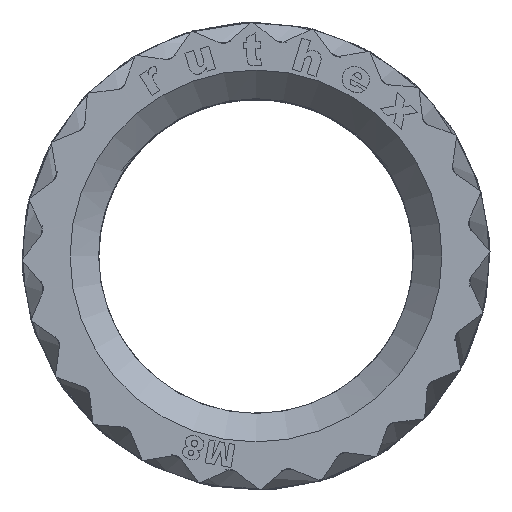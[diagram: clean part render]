
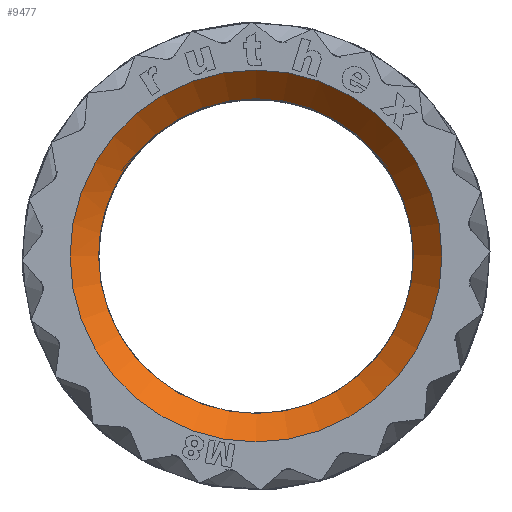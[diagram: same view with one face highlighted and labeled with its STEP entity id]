
A CAD part, top view. The second image highlights one B-rep face of the part: STEP entity #9477.
In plain terms, the highlighted conical face has half-angle 45 degrees and reference radius 3.697 mm.
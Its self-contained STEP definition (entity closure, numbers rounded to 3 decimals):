
#20=CONICAL_SURFACE('',#9932,3.698,0.785);
#677=FACE_OUTER_BOUND('',#1205,.T.);
#1205=EDGE_LOOP('',(#7188,#7189,#7190,#7191,#7192,#7193,#7194));
#1541=CIRCLE('',#9835,3.39);
#1544=CIRCLE('',#9920,4.005);
#1547=CIRCLE('',#9929,3.39);
#1548=CIRCLE('',#9930,3.39);
#1969=B_SPLINE_CURVE_WITH_KNOTS('',3,(#16105,#16106,#16107,#16108),
 .UNSPECIFIED.,.F.,.F.,(4,4),(0.713,0.713),
 .UNSPECIFIED.);
#3115=LINE('',#16223,#3411);
#3411=VECTOR('',#10644,3.698);
#3437=VERTEX_POINT('',#11442);
#3438=VERTEX_POINT('',#11456);
#3849=VERTEX_POINT('',#15118);
#3853=VERTEX_POINT('',#16104);
#3854=VERTEX_POINT('',#16218);
#4525=EDGE_CURVE('',#3438,#3437,#1541,.F.);
#5090=EDGE_CURVE('',#3849,#3849,#1544,.T.);
#5101=EDGE_CURVE('',#3853,#3438,#1969,.T.);
#5104=EDGE_CURVE('',#3437,#3854,#1547,.T.);
#5105=EDGE_CURVE('',#3854,#3853,#1548,.T.);
#5106=EDGE_CURVE('',#3849,#3854,#3115,.T.);
#7188=ORIENTED_EDGE('',*,*,#5104,.T.);
#7189=ORIENTED_EDGE('',*,*,#5106,.F.);
#7190=ORIENTED_EDGE('',*,*,#5090,.F.);
#7191=ORIENTED_EDGE('',*,*,#5106,.T.);
#7192=ORIENTED_EDGE('',*,*,#5105,.T.);
#7193=ORIENTED_EDGE('',*,*,#5101,.T.);
#7194=ORIENTED_EDGE('',*,*,#4525,.T.);
#9477=ADVANCED_FACE('',(#677),#20,.F.);
#9835=AXIS2_PLACEMENT_3D('',#11457,#10167,#10168);
#9920=AXIS2_PLACEMENT_3D('',#15119,#10618,#10619);
#9929=AXIS2_PLACEMENT_3D('',#16219,#10636,#10637);
#9930=AXIS2_PLACEMENT_3D('',#16220,#10638,#10639);
#9932=AXIS2_PLACEMENT_3D('',#16222,#10642,#10643);
#10167=DIRECTION('center_axis',(0.,0.,1.));
#10168=DIRECTION('ref_axis',(1.,0.,0.));
#10618=DIRECTION('center_axis',(0.,0.,-1.));
#10619=DIRECTION('ref_axis',(1.,0.,0.));
#10636=DIRECTION('center_axis',(0.,0.,-1.));
#10637=DIRECTION('ref_axis',(1.,0.,0.));
#10638=DIRECTION('center_axis',(0.,0.,-1.));
#10639=DIRECTION('ref_axis',(1.,0.,0.));
#10642=DIRECTION('center_axis',(0.,0.,1.));
#10643=DIRECTION('ref_axis',(1.,0.,0.));
#10644=DIRECTION('',(0.707,0.,-0.707));
#11442=CARTESIAN_POINT('',(2.576,2.203,-0.615));
#11456=CARTESIAN_POINT('',(-2.575,2.213,-0.615));
#11457=CARTESIAN_POINT('Origin',(0.,0.,-0.615));
#15118=CARTESIAN_POINT('',(-4.005,0.,0.));
#15119=CARTESIAN_POINT('Origin',(0.,0.,0.));
#16104=CARTESIAN_POINT('',(-2.579,2.208,-0.615));
#16105=CARTESIAN_POINT('Ctrl Pts',(-2.58,2.209,-0.615));
#16106=CARTESIAN_POINT('Ctrl Pts',(-2.578,2.21,-0.615));
#16107=CARTESIAN_POINT('Ctrl Pts',(-2.577,2.212,-0.615));
#16108=CARTESIAN_POINT('Ctrl Pts',(-2.575,2.213,-0.615));
#16218=CARTESIAN_POINT('',(-3.39,0.,-0.615));
#16219=CARTESIAN_POINT('Origin',(0.,0.,-0.615));
#16220=CARTESIAN_POINT('Origin',(0.,0.,-0.615));
#16222=CARTESIAN_POINT('Origin',(0.,0.,-0.308));
#16223=CARTESIAN_POINT('',(-3.698,0.,-0.308));
